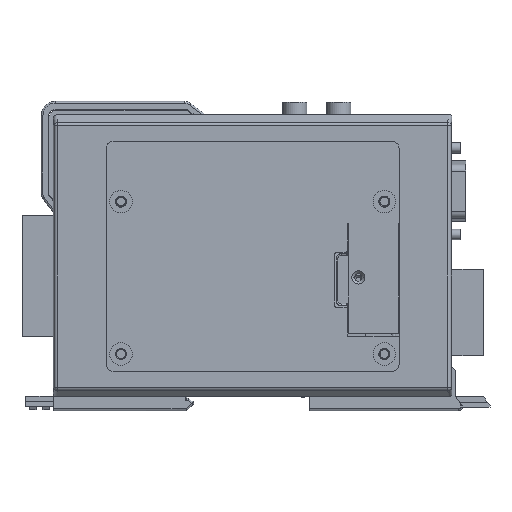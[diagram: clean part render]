
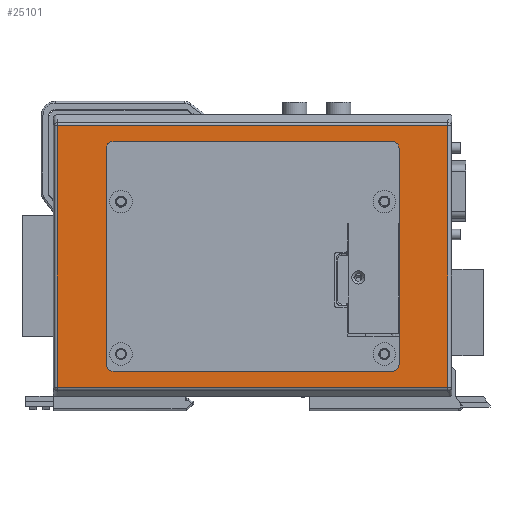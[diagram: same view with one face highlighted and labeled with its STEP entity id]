
A CAD part, front view. The second image highlights one B-rep face of the part: STEP entity #25101.
In plain terms, the highlighted planar face has unit normal (0, -1, 0).
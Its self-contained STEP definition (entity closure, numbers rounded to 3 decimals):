
#1116=DIRECTION('',(0.,0.,-1.));
#1117=VECTOR('',#1116,75.55);
#1118=CARTESIAN_POINT('',(-56.315,-4.9,35.946));
#1119=LINE('',#1118,#1117);
#1124=CARTESIAN_POINT('',(40.264,-4.9,-33.));
#1125=DIRECTION('',(0.,-1.,0.));
#1126=DIRECTION('',(0.,0.,-1.));
#1127=AXIS2_PLACEMENT_3D('',#1124,#1125,#1126);
#1129=DIRECTION('',(0.,0.,1.));
#1130=VECTOR('',#1129,62.346);
#1131=CARTESIAN_POINT('',(42.264,-4.9,-33.));
#1132=LINE('',#1131,#1130);
#1133=CARTESIAN_POINT('',(40.264,-4.9,29.346));
#1134=DIRECTION('',(0.,-1.,0.));
#1135=DIRECTION('',(1.,0.,0.));
#1136=AXIS2_PLACEMENT_3D('',#1133,#1134,#1135);
#1138=DIRECTION('',(-1.,0.,0.));
#1139=VECTOR('',#1138,80.528);
#1140=CARTESIAN_POINT('',(40.264,-4.9,31.346));
#1141=LINE('',#1140,#1139);
#1142=CARTESIAN_POINT('',(-40.264,-4.9,29.346));
#1143=DIRECTION('',(0.,-1.,0.));
#1144=DIRECTION('',(0.,0.,1.));
#1145=AXIS2_PLACEMENT_3D('',#1142,#1143,#1144);
#1147=DIRECTION('',(0.,0.,-1.));
#1148=VECTOR('',#1147,62.346);
#1149=CARTESIAN_POINT('',(-42.264,-4.9,29.346));
#1150=LINE('',#1149,#1148);
#1151=CARTESIAN_POINT('',(-40.264,-4.9,-33.));
#1152=DIRECTION('',(0.,-1.,0.));
#1153=DIRECTION('',(-1.,0.,0.));
#1154=AXIS2_PLACEMENT_3D('',#1151,#1152,#1153);
#1156=DIRECTION('',(1.,0.,0.));
#1157=VECTOR('',#1156,80.528);
#1158=CARTESIAN_POINT('',(-40.264,-4.9,-35.));
#1159=LINE('',#1158,#1157);
#1160=DIRECTION('',(-1.,0.,0.));
#1161=VECTOR('',#1160,112.63);
#1162=CARTESIAN_POINT('',(56.315,-4.9,35.946));
#1163=LINE('',#1162,#1161);
#1719=DIRECTION('',(0.,0.,1.));
#1720=VECTOR('',#1719,75.55);
#1721=CARTESIAN_POINT('',(56.315,-4.9,-39.605));
#1722=LINE('',#1721,#1720);
#1727=DIRECTION('',(1.,0.,0.));
#1728=VECTOR('',#1727,112.63);
#1729=CARTESIAN_POINT('',(-56.315,-4.9,-39.605));
#1730=LINE('',#1729,#1728);
#21473=CARTESIAN_POINT('',(-56.315,-4.9,35.946));
#21474=CARTESIAN_POINT('',(-56.315,-4.9,-39.605));
#21475=VERTEX_POINT('',#21473);
#21476=VERTEX_POINT('',#21474);
#21477=CARTESIAN_POINT('',(56.315,-4.9,35.946));
#21478=VERTEX_POINT('',#21477);
#21479=CARTESIAN_POINT('',(56.315,-4.9,-39.605));
#21480=VERTEX_POINT('',#21479);
#21481=CARTESIAN_POINT('',(40.264,-4.9,-35.));
#21482=CARTESIAN_POINT('',(42.264,-4.9,-33.));
#21483=VERTEX_POINT('',#21481);
#21484=VERTEX_POINT('',#21482);
#21485=CARTESIAN_POINT('',(42.264,-4.9,29.346));
#21486=VERTEX_POINT('',#21485);
#21487=CARTESIAN_POINT('',(40.264,-4.9,31.346));
#21488=VERTEX_POINT('',#21487);
#21489=CARTESIAN_POINT('',(-40.264,-4.9,31.346));
#21490=VERTEX_POINT('',#21489);
#21491=CARTESIAN_POINT('',(-42.264,-4.9,29.346));
#21492=VERTEX_POINT('',#21491);
#21493=CARTESIAN_POINT('',(-42.264,-4.9,-33.));
#21494=VERTEX_POINT('',#21493);
#21495=CARTESIAN_POINT('',(-40.264,-4.9,-35.));
#21496=VERTEX_POINT('',#21495);
#25069=CARTESIAN_POINT('',(0.,-4.9,-3.465));
#25070=DIRECTION('',(0.,1.,0.));
#25071=DIRECTION('',(0.,0.,1.));
#25072=AXIS2_PLACEMENT_3D('',#25069,#25070,#25071);
#25073=PLANE('',#25072);
#25074=ORIENTED_EDGE('',*,*,#25061,.F.);
#25076=ORIENTED_EDGE('',*,*,#25075,.F.);
#25078=ORIENTED_EDGE('',*,*,#25077,.F.);
#25080=ORIENTED_EDGE('',*,*,#25079,.F.);
#25081=EDGE_LOOP('',(#25074,#25076,#25078,#25080));
#25082=FACE_OUTER_BOUND('',#25081,.F.);
#25084=ORIENTED_EDGE('',*,*,#25083,.T.);
#25086=ORIENTED_EDGE('',*,*,#25085,.T.);
#25088=ORIENTED_EDGE('',*,*,#25087,.T.);
#25090=ORIENTED_EDGE('',*,*,#25089,.T.);
#25092=ORIENTED_EDGE('',*,*,#25091,.T.);
#25094=ORIENTED_EDGE('',*,*,#25093,.T.);
#25096=ORIENTED_EDGE('',*,*,#25095,.T.);
#25098=ORIENTED_EDGE('',*,*,#25097,.T.);
#25099=EDGE_LOOP('',(#25084,#25086,#25088,#25090,#25092,#25094,#25096,#25098));
#25100=FACE_BOUND('',#25099,.F.);
#1128=CIRCLE('',#1127,2.);
#1137=CIRCLE('',#1136,2.);
#1146=CIRCLE('',#1145,2.);
#1155=CIRCLE('',#1154,2.);
#25061=EDGE_CURVE('',#21475,#21476,#1119,.T.);
#25075=EDGE_CURVE('',#21478,#21475,#1163,.T.);
#25077=EDGE_CURVE('',#21480,#21478,#1722,.T.);
#25079=EDGE_CURVE('',#21476,#21480,#1730,.T.);
#25083=EDGE_CURVE('',#21483,#21484,#1128,.T.);
#25085=EDGE_CURVE('',#21484,#21486,#1132,.T.);
#25087=EDGE_CURVE('',#21486,#21488,#1137,.T.);
#25089=EDGE_CURVE('',#21488,#21490,#1141,.T.);
#25091=EDGE_CURVE('',#21490,#21492,#1146,.T.);
#25093=EDGE_CURVE('',#21492,#21494,#1150,.T.);
#25095=EDGE_CURVE('',#21494,#21496,#1155,.T.);
#25097=EDGE_CURVE('',#21496,#21483,#1159,.T.);
#25101=ADVANCED_FACE('',(#25082,#25100),#25073,.F.);
